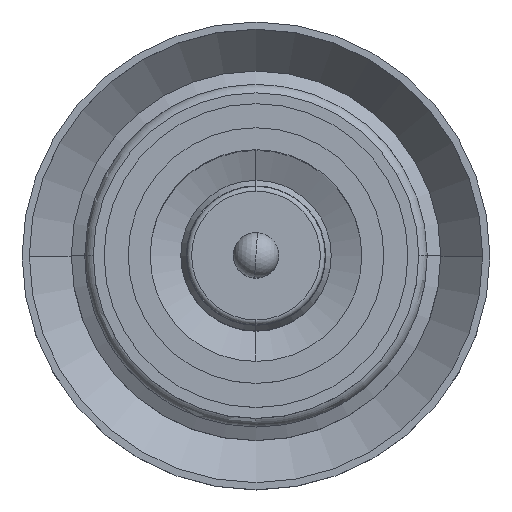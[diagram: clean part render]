
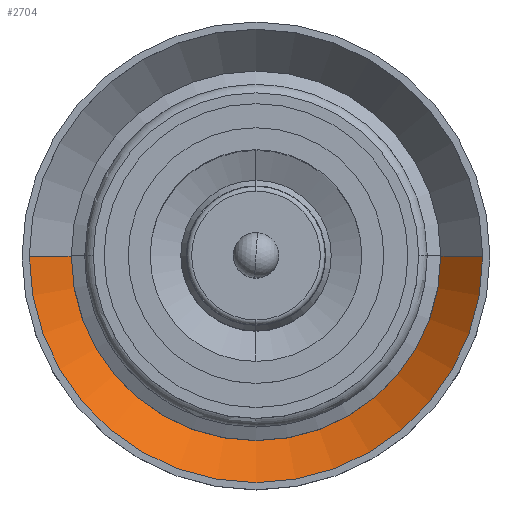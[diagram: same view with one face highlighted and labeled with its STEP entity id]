
A CAD part, top view. The second image highlights one B-rep face of the part: STEP entity #2704.
In plain terms, the highlighted conical face has half-angle 42.879 degrees and reference radius 11.938 mm.
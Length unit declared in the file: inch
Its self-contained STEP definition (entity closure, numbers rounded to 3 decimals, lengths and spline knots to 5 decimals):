
#36 = EDGE_CURVE ( 'NONE', #1638, #103, #1293, .T. ) ;
#103 = VERTEX_POINT ( 'NONE', #4122 ) ;
#131 = CARTESIAN_POINT ( 'NONE',  ( 0.47, 0., 0.61724 ) ) ;
#356 = VERTEX_POINT ( 'NONE', #2725 ) ;
#865 = CARTESIAN_POINT ( 'NONE',  ( 0., 0., 0.61724 ) ) ;
#964 = VECTOR ( 'NONE', #1457, 39.37008 ) ;
#1069 = LINE ( 'NONE', #4027, #964 ) ;
#1094 = AXIS2_PLACEMENT_3D ( 'NONE', #4089, #1884, #4466 ) ;
#1235 = DIRECTION ( 'NONE',  ( 1., 0., 0. ) ) ;
#1293 = CIRCLE ( 'NONE', #1094, 0.375 ) ;
#1302 = ORIENTED_EDGE ( 'NONE', *, *, #1810, .T. ) ;
#1457 = DIRECTION ( 'NONE',  ( -0.68, 0., 0.733 ) ) ;
#1475 = ORIENTED_EDGE ( 'NONE', *, *, #4152, .F. ) ;
#1534 = VERTEX_POINT ( 'NONE', #2763 ) ;
#1565 = DIRECTION ( 'NONE',  ( 0., 0., 1. ) ) ;
#1638 = VERTEX_POINT ( 'NONE', #2611 ) ;
#1810 = EDGE_CURVE ( 'NONE', #1534, #356, #2315, .T. ) ;
#1884 = DIRECTION ( 'NONE',  ( 0., 0., 1. ) ) ;
#1920 = EDGE_LOOP ( 'NONE', ( #4461, #4782, #1302, #1475 ) ) ;
#1924 = CARTESIAN_POINT ( 'NONE',  ( 0., 0., 0.61724 ) ) ;
#2309 = DIRECTION ( 'NONE',  ( 1., 0., 0. ) ) ;
#2315 = CIRCLE ( 'NONE', #2654, 0.47 ) ;
#2350 = DIRECTION ( 'NONE',  ( 0.68, 0., 0.733 ) ) ;
#2611 = CARTESIAN_POINT ( 'NONE',  ( -0.375, 0., 0.51493 ) ) ;
#2654 = AXIS2_PLACEMENT_3D ( 'NONE', #865, #3435, #1235 ) ;
#2704 = ADVANCED_FACE ( 'NONE', ( #2880 ), #2768, .F. ) ;
#2725 = CARTESIAN_POINT ( 'NONE',  ( 0.47, 0., 0.61724 ) ) ;
#2763 = CARTESIAN_POINT ( 'NONE',  ( -0.47, 0., 0.61724 ) ) ;
#2768 = CONICAL_SURFACE ( 'NONE', #4345, 0.47, 0.748 ) ;
#2880 = FACE_OUTER_BOUND ( 'NONE', #1920, .T. ) ;
#3321 = LINE ( 'NONE', #131, #4189 ) ;
#3435 = DIRECTION ( 'NONE',  ( 0., 0., 1. ) ) ;
#4027 = CARTESIAN_POINT ( 'NONE',  ( -0.47, 0., 0.61724 ) ) ;
#4089 = CARTESIAN_POINT ( 'NONE',  ( 0., 0., 0.51493 ) ) ;
#4122 = CARTESIAN_POINT ( 'NONE',  ( 0.375, 0., 0.51493 ) ) ;
#4152 = EDGE_CURVE ( 'NONE', #103, #356, #3321, .T. ) ;
#4189 = VECTOR ( 'NONE', #2350, 39.37008 ) ;
#4345 = AXIS2_PLACEMENT_3D ( 'NONE', #1924, #1565, #2309 ) ;
#4461 = ORIENTED_EDGE ( 'NONE', *, *, #36, .F. ) ;
#4466 = DIRECTION ( 'NONE',  ( 1., 0., 0. ) ) ;
#4500 = EDGE_CURVE ( 'NONE', #1638, #1534, #1069, .T. ) ;
#4782 = ORIENTED_EDGE ( 'NONE', *, *, #4500, .T. ) ;
